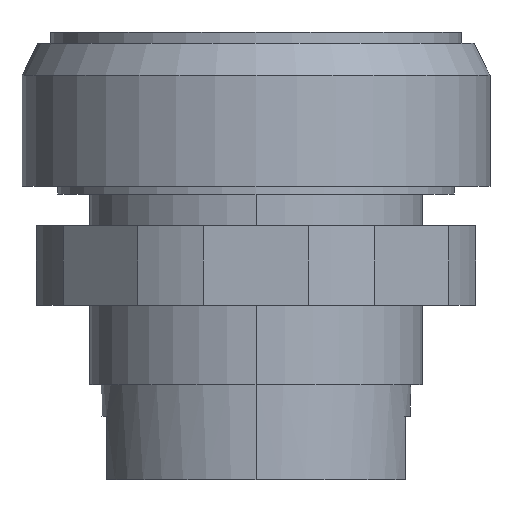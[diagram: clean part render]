
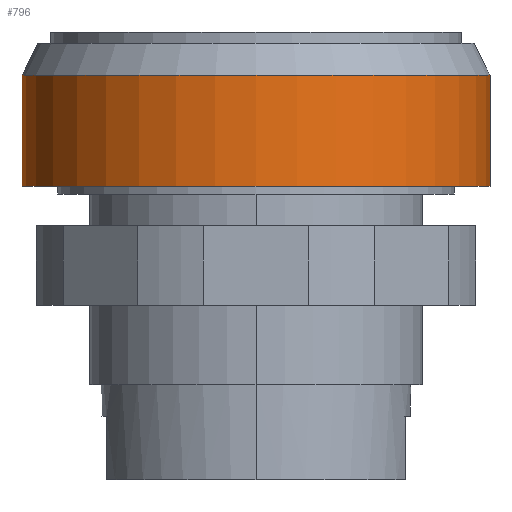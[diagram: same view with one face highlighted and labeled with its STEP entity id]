
A CAD part, front view. The second image highlights one B-rep face of the part: STEP entity #796.
In plain terms, the highlighted cylindrical face has radius 14.75 mm (diameter 29.5 mm), a partial arc.
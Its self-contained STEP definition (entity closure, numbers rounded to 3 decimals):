
#618=CARTESIAN_POINT('',(14.75,-12.25,7.5));
#619=VERTEX_POINT('',#618);
#637=CARTESIAN_POINT('',(-14.75,-12.25,7.5));
#638=VERTEX_POINT('',#637);
#645=CARTESIAN_POINT('',(0.0,-12.25,7.5));
#646=DIRECTION('',(0.0,0.0,1.0));
#647=DIRECTION('',(1.0,0.0,0.0));
#648=AXIS2_PLACEMENT_3D('',#645,#646,#647);
#649=CIRCLE('',#648,14.75);
#650=EDGE_CURVE('',#638,#619,#649,.T.);
#747=CARTESIAN_POINT('',(14.75,-12.25,0.5));
#748=VERTEX_POINT('',#747);
#749=CARTESIAN_POINT('',(14.75,-12.25,0.5));
#750=DIRECTION('',(0.0,0.0,1.0));
#751=VECTOR('',#750,7.0);
#752=LINE('',#749,#751);
#753=EDGE_CURVE('',#748,#619,#752,.T.);
#772=CARTESIAN_POINT('',(0.0,-12.25,0.5));
#773=DIRECTION('',(0.0,0.,1.0));
#774=DIRECTION('',(1.0,0.0,0.0));
#775=AXIS2_PLACEMENT_3D('',#772,#773,#774);
#776=CYLINDRICAL_SURFACE('',#775,14.75);
#777=ORIENTED_EDGE('',*,*,#650,.F.);
#778=CARTESIAN_POINT('',(-14.75,-12.25,0.5));
#779=VERTEX_POINT('',#778);
#780=CARTESIAN_POINT('',(-14.75,-12.25,0.5));
#781=DIRECTION('',(0.0,0.0,1.0));
#782=VECTOR('',#781,7.0);
#783=LINE('',#780,#782);
#784=EDGE_CURVE('',#779,#638,#783,.T.);
#785=ORIENTED_EDGE('',*,*,#784,.F.);
#786=CARTESIAN_POINT('',(0.0,-12.25,0.5));
#787=DIRECTION('',(0.0,0.0,-1.0));
#788=DIRECTION('',(1.0,0.0,0.0));
#789=AXIS2_PLACEMENT_3D('',#786,#787,#788);
#790=CIRCLE('',#789,14.75);
#791=EDGE_CURVE('',#748,#779,#790,.T.);
#792=ORIENTED_EDGE('',*,*,#791,.F.);
#793=ORIENTED_EDGE('',*,*,#753,.T.);
#794=EDGE_LOOP('',(#777,#785,#792,#793));
#795=FACE_OUTER_BOUND('',#794,.T.);
#796=ADVANCED_FACE('',(#795),#776,.T.);
